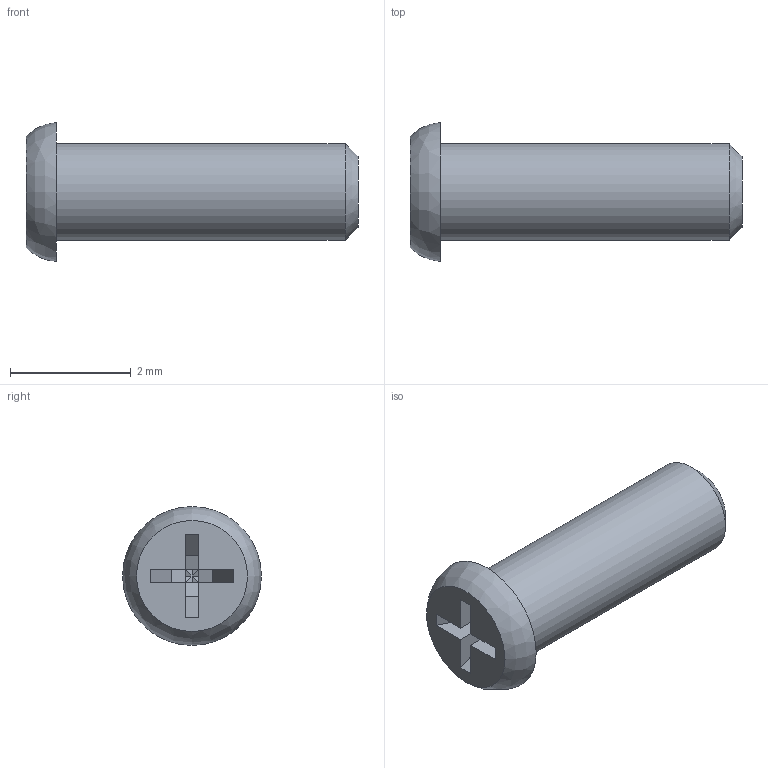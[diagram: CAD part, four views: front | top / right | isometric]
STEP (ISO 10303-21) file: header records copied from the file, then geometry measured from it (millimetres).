
FILE_DESCRIPTION( ( 'STEP AP214' ), ' ' );
FILE_NAME( 'SNZS-M1.6-5.stp', '2016-06-01T19:21:36', ( '' ), ( '' ), ' ', 'PARTsolutions', ' ' );
FILE_SCHEMA( ( 'AUTOMOTIVE_DESIGN { 1 0 10303 214 1 1 1 1 }' ) );
Length unit declared in the file: millimetre
Products named in the file (1): _SNZS-M1.6-5
Bounding box: 5.5 x 2.3 x 2.3 mm (x, y, z)
Volume: 11.4 mm3; surface area: 38 mm2
Topology: 1 solids, 1 shells, 34 faces, 64 edges, 34 vertices
Faces by surface type: plane 31, bspline 1, cylinder 1, cone 1
Full cylindrical faces by diameter (mm): 1.6 x1
Entity records: 1101 total; most frequent: CARTESIAN_POINT 157, DIRECTION 134, ORIENTED_EDGE 122, EDGE_CURVE 61, LINE 56, VECTOR 56, AXIS2_PLACEMENT_3D 39, EDGE_LOOP 39
